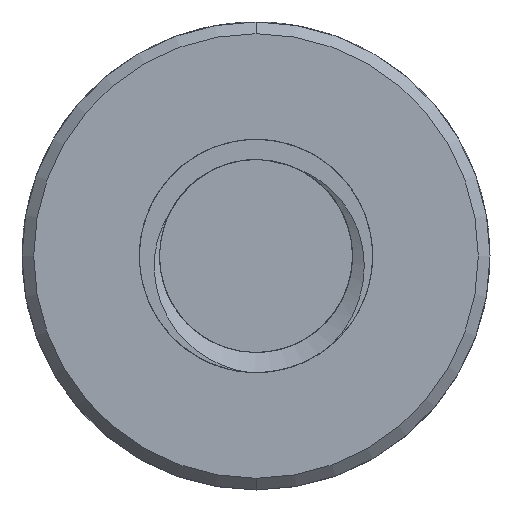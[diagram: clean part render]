
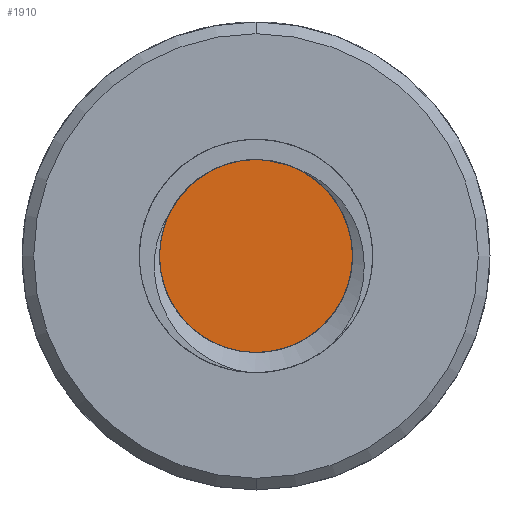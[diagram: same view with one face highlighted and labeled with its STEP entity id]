
A CAD part, front view. The second image highlights one B-rep face of the part: STEP entity #1910.
In plain terms, the highlighted planar face has unit normal (0, -1, 0).
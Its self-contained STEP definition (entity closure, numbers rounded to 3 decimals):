
#91 = CIRCLE ( 'NONE', #590, 4.125 ) ;
#241 = PLANE ( 'NONE',  #1487 ) ;
#376 = DIRECTION ( 'NONE',  ( 0., -1., 0. ) ) ;
#474 = CARTESIAN_POINT ( 'NONE',  ( 0., 15., -4.125 ) ) ;
#487 = DIRECTION ( 'NONE',  ( 0., 0., -1. ) ) ;
#590 = AXIS2_PLACEMENT_3D ( 'NONE', #1445, #898, #1184 ) ;
#833 = CARTESIAN_POINT ( 'NONE',  ( 0., 15., 4.125 ) ) ;
#898 = DIRECTION ( 'NONE',  ( 0., -1., 0. ) ) ;
#1184 = DIRECTION ( 'NONE',  ( 0., 0., -1. ) ) ;
#1343 = DIRECTION ( 'NONE',  ( 0., -1., 0. ) ) ;
#1445 = CARTESIAN_POINT ( 'NONE',  ( 0., 15., 0. ) ) ;
#1487 = AXIS2_PLACEMENT_3D ( 'NONE', #2608, #1343, #487 ) ;
#1558 = FACE_OUTER_BOUND ( 'NONE', #2358, .T. ) ;
#1761 = EDGE_CURVE ( 'NONE', #2568, #2957, #91, .T. ) ;
#1783 = EDGE_CURVE ( 'NONE', #2957, #2568, #2935, .T. ) ;
#1910 = ADVANCED_FACE ( 'NONE', ( #1558 ), #241, .T. ) ;
#2069 = ORIENTED_EDGE ( 'NONE', *, *, #1783, .T. ) ;
#2358 = EDGE_LOOP ( 'NONE', ( #2069, #3346 ) ) ;
#2510 = DIRECTION ( 'NONE',  ( 0., 0., -1. ) ) ;
#2568 = VERTEX_POINT ( 'NONE', #833 ) ;
#2607 = AXIS2_PLACEMENT_3D ( 'NONE', #2776, #376, #2510 ) ;
#2608 = CARTESIAN_POINT ( 'NONE',  ( 0., 15., 0. ) ) ;
#2776 = CARTESIAN_POINT ( 'NONE',  ( 0., 15., 0. ) ) ;
#2935 = CIRCLE ( 'NONE', #2607, 4.125 ) ;
#2957 = VERTEX_POINT ( 'NONE', #474 ) ;
#3346 = ORIENTED_EDGE ( 'NONE', *, *, #1761, .T. ) ;
